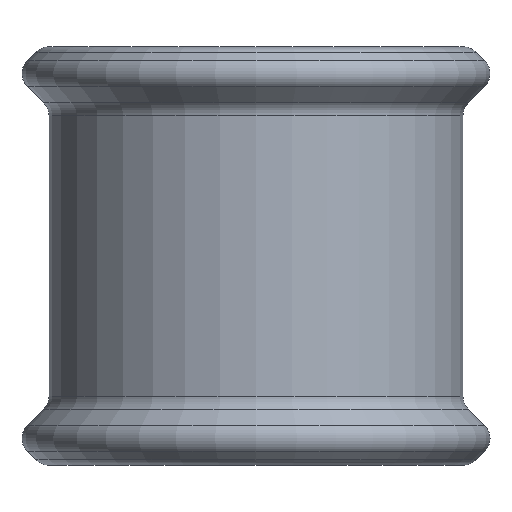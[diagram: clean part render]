
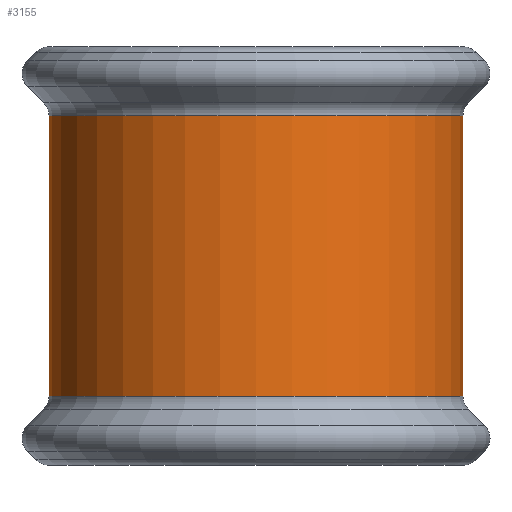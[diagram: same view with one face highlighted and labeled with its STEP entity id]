
A CAD part, front view. The second image highlights one B-rep face of the part: STEP entity #3155.
In plain terms, the highlighted cylindrical face has radius 8.534 mm (diameter 17.069 mm), a partial arc.
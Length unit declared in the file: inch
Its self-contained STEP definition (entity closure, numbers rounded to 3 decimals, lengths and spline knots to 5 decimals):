
#395 = EDGE_CURVE ( 'NONE', #4353, #5926, #2113, .T. ) ;
#747 = DIRECTION ( 'NONE',  ( -1., 0., 0. ) ) ;
#864 = ORIENTED_EDGE ( 'NONE', *, *, #395, .T. ) ;
#1108 = VERTEX_POINT ( 'NONE', #5724 ) ;
#1128 = FACE_OUTER_BOUND ( 'NONE', #5020, .T. ) ;
#1153 = EDGE_CURVE ( 'NONE', #1108, #4353, #2035, .T. ) ;
#1170 = DIRECTION ( 'NONE',  ( 0., 0., -1. ) ) ;
#1518 = AXIS2_PLACEMENT_3D ( 'NONE', #2774, #6041, #5429 ) ;
#1547 = DIRECTION ( 'NONE',  ( 0., 0., 1. ) ) ;
#1703 = DIRECTION ( 'NONE',  ( 0., 0., -1. ) ) ;
#1779 = VERTEX_POINT ( 'NONE', #2122 ) ;
#1837 = EDGE_CURVE ( 'NONE', #1108, #1779, #5510, .T. ) ;
#1972 = AXIS2_PLACEMENT_3D ( 'NONE', #3400, #1703, #747 ) ;
#2035 = LINE ( 'NONE', #3854, #3280 ) ;
#2113 = CIRCLE ( 'NONE', #3981, 0.336 ) ;
#2122 = CARTESIAN_POINT ( 'NONE',  ( -0.055, -0.75, -0.22729 ) ) ;
#2273 = EDGE_CURVE ( 'NONE', #1779, #5926, #4696, .T. ) ;
#2774 = CARTESIAN_POINT ( 'NONE',  ( 0.281, -0.75, -0.22729 ) ) ;
#2983 = ORIENTED_EDGE ( 'NONE', *, *, #2273, .F. ) ;
#3155 = ADVANCED_FACE ( 'NONE', ( #1128 ), #4145, .T. ) ;
#3280 = VECTOR ( 'NONE', #1547, 39.37008 ) ;
#3400 = CARTESIAN_POINT ( 'NONE',  ( 0.281, -0.75, 0. ) ) ;
#3694 = CARTESIAN_POINT ( 'NONE',  ( 0.281, -0.414, 0.22729 ) ) ;
#3854 = CARTESIAN_POINT ( 'NONE',  ( 0.281, -0.414, 0.22729 ) ) ;
#3968 = ORIENTED_EDGE ( 'NONE', *, *, #1837, .F. ) ;
#3981 = AXIS2_PLACEMENT_3D ( 'NONE', #3988, #1170, #4452 ) ;
#3988 = CARTESIAN_POINT ( 'NONE',  ( 0.281, -0.75, 0.22729 ) ) ;
#4113 = CARTESIAN_POINT ( 'NONE',  ( -0.055, -0.75, 0.22729 ) ) ;
#4145 = CYLINDRICAL_SURFACE ( 'NONE', #1972, 0.336 ) ;
#4353 = VERTEX_POINT ( 'NONE', #3694 ) ;
#4452 = DIRECTION ( 'NONE',  ( -1., 0., 0. ) ) ;
#4537 = ORIENTED_EDGE ( 'NONE', *, *, #1153, .T. ) ;
#4696 = LINE ( 'NONE', #4113, #5804 ) ;
#5020 = EDGE_LOOP ( 'NONE', ( #4537, #864, #2983, #3968 ) ) ;
#5050 = DIRECTION ( 'NONE',  ( 0., 0., 1. ) ) ;
#5429 = DIRECTION ( 'NONE',  ( -1., 0., 0. ) ) ;
#5510 = CIRCLE ( 'NONE', #1518, 0.336 ) ;
#5568 = CARTESIAN_POINT ( 'NONE',  ( -0.055, -0.75, 0.22729 ) ) ;
#5724 = CARTESIAN_POINT ( 'NONE',  ( 0.281, -0.414, -0.22729 ) ) ;
#5804 = VECTOR ( 'NONE', #5050, 39.37008 ) ;
#5926 = VERTEX_POINT ( 'NONE', #5568 ) ;
#6041 = DIRECTION ( 'NONE',  ( 0., 0., -1. ) ) ;
